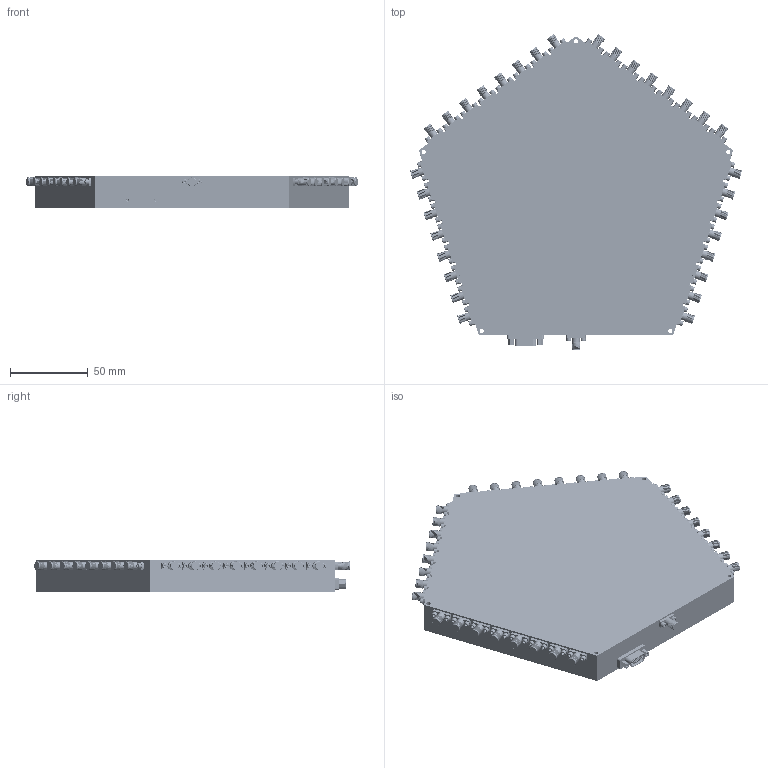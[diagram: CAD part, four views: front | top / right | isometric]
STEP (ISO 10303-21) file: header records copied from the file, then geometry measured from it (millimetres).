
FILE_DESCRIPTION (( 'STEP AP214' ), '1' );
FILE_NAME ('SK32-05250322048-2F2F-A2.STEP', '2024-07-15T19:12:04', ( '' ), ( '' ), 'SwSTEP 2.0', 'SolidWorks 2021', '' );
FILE_SCHEMA (( 'AUTOMOTIVE_DESIGN' ));
Length unit declared in the file: millimetre
Products named in the file (1): SK32-05250322048-2F2F-A2
Bounding box: 213.62 x 203.16 x 20 mm (x, y, z)
Volume: 547682.9 mm3; surface area: 84465.6 mm2
Topology: 101 solids, 101 shells, 7201 faces, 15802 edges, 8840 vertices
Faces by surface type: bspline 3630, plane 1427, cylinder 1082, cone 798, torus 264
Entity records: 200341 total; most frequent: CARTESIAN_POINT 78158, ORIENTED_EDGE 31340, DIRECTION 16964, EDGE_CURVE 15670, VERTEX_POINT 8840, EDGE_LOOP 7512, FACE_OUTER_BOUND 7201, ADVANCED_FACE 7201
